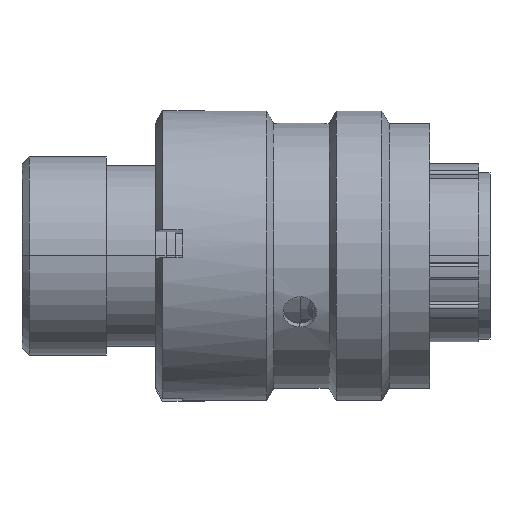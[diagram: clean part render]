
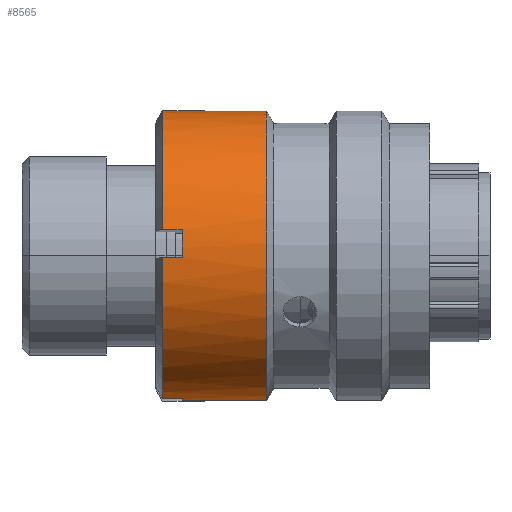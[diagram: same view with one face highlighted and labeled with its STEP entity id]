
A CAD part, top view. The second image highlights one B-rep face of the part: STEP entity #8565.
In plain terms, the highlighted cylindrical face has radius 10.35 mm (diameter 20.7 mm), a partial arc.
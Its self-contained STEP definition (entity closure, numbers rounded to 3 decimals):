
#207 = ORIENTED_EDGE ( 'NONE', *, *, #15698, .T. ) ;
#292 = DIRECTION ( 'NONE',  ( -1., 0., 0. ) ) ;
#538 = CARTESIAN_POINT ( 'NONE',  ( 29.07, 0., 0. ) ) ;
#627 = DIRECTION ( 'NONE',  ( 0., 0.996, -0.085 ) ) ;
#682 = DIRECTION ( 'NONE',  ( -1., 0., 0. ) ) ;
#1054 = DIRECTION ( 'NONE',  ( 0., -0.996, 0.085 ) ) ;
#1580 = CARTESIAN_POINT ( 'NONE',  ( 10.02, -10.18, 1.87 ) ) ;
#1595 = CARTESIAN_POINT ( 'NONE',  ( 10.02, 0., 0. ) ) ;
#1786 = CARTESIAN_POINT ( 'NONE',  ( 11.42, -0.123, 10.349 ) ) ;
#1850 = DIRECTION ( 'NONE',  ( -1., 0., 0. ) ) ;
#1964 = CARTESIAN_POINT ( 'NONE',  ( 29.07, -10.313, 0.878 ) ) ;
#2150 = EDGE_CURVE ( 'NONE', #23810, #27341, #10509, .T. ) ;
#2253 = EDGE_CURVE ( 'NONE', #6106, #9179, #3261, .T. ) ;
#2345 = CYLINDRICAL_SURFACE ( 'NONE', #3338, 10.35 ) ;
#2809 = VECTOR ( 'NONE', #26336, 1000. ) ;
#2986 = DIRECTION ( 'NONE',  ( 0., 0.085, 0.996 ) ) ;
#3261 = CIRCLE ( 'NONE', #9903, 10.35 ) ;
#3338 = AXIS2_PLACEMENT_3D ( 'NONE', #538, #19737, #627 ) ;
#3476 = LINE ( 'NONE', #5006, #26684 ) ;
#3846 = CIRCLE ( 'NONE', #15873, 10.35 ) ;
#4504 = VERTEX_POINT ( 'NONE', #31281 ) ;
#4909 = DIRECTION ( 'NONE',  ( 1., 0., 0. ) ) ;
#4969 = FACE_OUTER_BOUND ( 'NONE', #23722, .T. ) ;
#5006 = CARTESIAN_POINT ( 'NONE',  ( 11.42, 1.87, 10.18 ) ) ;
#5199 = CARTESIAN_POINT ( 'NONE',  ( 29.07, 10.313, -0.878 ) ) ;
#5354 = CARTESIAN_POINT ( 'NONE',  ( 11.42, 10.349, 0.123 ) ) ;
#5518 = CARTESIAN_POINT ( 'NONE',  ( 10.02, 10.349, 0.123 ) ) ;
#5687 = ORIENTED_EDGE ( 'NONE', *, *, #26690, .F. ) ;
#6106 = VERTEX_POINT ( 'NONE', #5354 ) ;
#6644 = DIRECTION ( 'NONE',  ( 0., -0.996, 0.085 ) ) ;
#6661 = CARTESIAN_POINT ( 'NONE',  ( 10.02, -0.123, 10.349 ) ) ;
#7644 = CARTESIAN_POINT ( 'NONE',  ( 11.42, 0., 0. ) ) ;
#8187 = ORIENTED_EDGE ( 'NONE', *, *, #2150, .F. ) ;
#8565 = ADVANCED_FACE ( 'NONE', ( #4969 ), #2345, .T. ) ;
#8594 = CARTESIAN_POINT ( 'NONE',  ( 11.42, 10.313, -0.878 ) ) ;
#8778 = CIRCLE ( 'NONE', #27360, 10.35 ) ;
#8853 = AXIS2_PLACEMENT_3D ( 'NONE', #30918, #1850, #21260 ) ;
#9179 = VERTEX_POINT ( 'NONE', #8594 ) ;
#9903 = AXIS2_PLACEMENT_3D ( 'NONE', #19683, #682, #12663 ) ;
#9970 = LINE ( 'NONE', #1786, #16436 ) ;
#10117 = CARTESIAN_POINT ( 'NONE',  ( 17.44, 0., 0. ) ) ;
#10509 = CIRCLE ( 'NONE', #8853, 10.35 ) ;
#10735 = EDGE_CURVE ( 'NONE', #9179, #14133, #24541, .T. ) ;
#11148 = EDGE_CURVE ( 'NONE', #14133, #26757, #15714, .T. ) ;
#11943 = ORIENTED_EDGE ( 'NONE', *, *, #27131, .T. ) ;
#12006 = CARTESIAN_POINT ( 'NONE',  ( 11.42, -10.18, 1.87 ) ) ;
#12663 = DIRECTION ( 'NONE',  ( 0., 0.085, 0.996 ) ) ;
#12681 = ORIENTED_EDGE ( 'NONE', *, *, #24439, .F. ) ;
#12921 = CARTESIAN_POINT ( 'NONE',  ( 11.42, -10.313, 0.878 ) ) ;
#14133 = VERTEX_POINT ( 'NONE', #25687 ) ;
#15676 = LINE ( 'NONE', #30637, #24062 ) ;
#15698 = EDGE_CURVE ( 'NONE', #27971, #30176, #8778, .T. ) ;
#15714 = CIRCLE ( 'NONE', #20733, 10.35 ) ;
#15873 = AXIS2_PLACEMENT_3D ( 'NONE', #25235, #30113, #1054 ) ;
#16109 = DIRECTION ( 'NONE',  ( -1., 0., 0. ) ) ;
#16173 = ORIENTED_EDGE ( 'NONE', *, *, #30789, .T. ) ;
#16436 = VECTOR ( 'NONE', #30960, 1000. ) ;
#16503 = LINE ( 'NONE', #12006, #2809 ) ;
#16613 = DIRECTION ( 'NONE',  ( 1., 0., 0. ) ) ;
#16643 = ORIENTED_EDGE ( 'NONE', *, *, #11148, .F. ) ;
#16922 = CARTESIAN_POINT ( 'NONE',  ( 10.02, 1.87, 10.18 ) ) ;
#17309 = AXIS2_PLACEMENT_3D ( 'NONE', #7644, #27503, #2986 ) ;
#17599 = CARTESIAN_POINT ( 'NONE',  ( 11.42, -0.123, 10.349 ) ) ;
#18215 = ORIENTED_EDGE ( 'NONE', *, *, #27063, .T. ) ;
#18552 = EDGE_CURVE ( 'NONE', #4504, #30176, #3476, .T. ) ;
#18777 = DIRECTION ( 'NONE',  ( 1., 0., 0. ) ) ;
#19508 = ORIENTED_EDGE ( 'NONE', *, *, #30040, .T. ) ;
#19683 = CARTESIAN_POINT ( 'NONE',  ( 11.42, 0., 0. ) ) ;
#19737 = DIRECTION ( 'NONE',  ( 1., 0., 0. ) ) ;
#20675 = ORIENTED_EDGE ( 'NONE', *, *, #2253, .F. ) ;
#20733 = AXIS2_PLACEMENT_3D ( 'NONE', #10117, #4909, #26700 ) ;
#20872 = VERTEX_POINT ( 'NONE', #6661 ) ;
#21260 = DIRECTION ( 'NONE',  ( 0., 0.085, 0.996 ) ) ;
#21428 = ORIENTED_EDGE ( 'NONE', *, *, #18552, .F. ) ;
#22329 = DIRECTION ( 'NONE',  ( 1., 0., 0. ) ) ;
#23324 = VECTOR ( 'NONE', #16613, 1000. ) ;
#23722 = EDGE_LOOP ( 'NONE', ( #8187, #19508, #16643, #27538, #20675, #18215, #207, #21428, #12681, #11943, #16173, #5687 ) ) ;
#23810 = VERTEX_POINT ( 'NONE', #12921 ) ;
#23948 = VERTEX_POINT ( 'NONE', #1580 ) ;
#24062 = VECTOR ( 'NONE', #16109, 1000. ) ;
#24439 = EDGE_CURVE ( 'NONE', #29709, #4504, #30397, .T. ) ;
#24541 = LINE ( 'NONE', #5199, #30971 ) ;
#25235 = CARTESIAN_POINT ( 'NONE',  ( 10.02, 0., 0. ) ) ;
#25687 = CARTESIAN_POINT ( 'NONE',  ( 17.44, 10.313, -0.878 ) ) ;
#26336 = DIRECTION ( 'NONE',  ( -1., 0., 0. ) ) ;
#26540 = CARTESIAN_POINT ( 'NONE',  ( 17.44, -10.313, 0.878 ) ) ;
#26684 = VECTOR ( 'NONE', #292, 1000. ) ;
#26690 = EDGE_CURVE ( 'NONE', #27341, #23948, #16503, .T. ) ;
#26700 = DIRECTION ( 'NONE',  ( 0., 0.996, -0.085 ) ) ;
#26757 = VERTEX_POINT ( 'NONE', #26540 ) ;
#27063 = EDGE_CURVE ( 'NONE', #6106, #27971, #15676, .T. ) ;
#27131 = EDGE_CURVE ( 'NONE', #29709, #20872, #9970, .T. ) ;
#27341 = VERTEX_POINT ( 'NONE', #31390 ) ;
#27360 = AXIS2_PLACEMENT_3D ( 'NONE', #1595, #18777, #6644 ) ;
#27503 = DIRECTION ( 'NONE',  ( -1., 0., 0. ) ) ;
#27538 = ORIENTED_EDGE ( 'NONE', *, *, #10735, .F. ) ;
#27971 = VERTEX_POINT ( 'NONE', #5518 ) ;
#29033 = LINE ( 'NONE', #1964, #23324 ) ;
#29709 = VERTEX_POINT ( 'NONE', #17599 ) ;
#30040 = EDGE_CURVE ( 'NONE', #23810, #26757, #29033, .T. ) ;
#30113 = DIRECTION ( 'NONE',  ( 1., 0., 0. ) ) ;
#30176 = VERTEX_POINT ( 'NONE', #16922 ) ;
#30397 = CIRCLE ( 'NONE', #17309, 10.35 ) ;
#30637 = CARTESIAN_POINT ( 'NONE',  ( 11.42, 10.349, 0.123 ) ) ;
#30789 = EDGE_CURVE ( 'NONE', #20872, #23948, #3846, .T. ) ;
#30918 = CARTESIAN_POINT ( 'NONE',  ( 11.42, 0., 0. ) ) ;
#30960 = DIRECTION ( 'NONE',  ( -1., 0., 0. ) ) ;
#30971 = VECTOR ( 'NONE', #22329, 1000. ) ;
#31281 = CARTESIAN_POINT ( 'NONE',  ( 11.42, 1.87, 10.18 ) ) ;
#31390 = CARTESIAN_POINT ( 'NONE',  ( 11.42, -10.18, 1.87 ) ) ;
